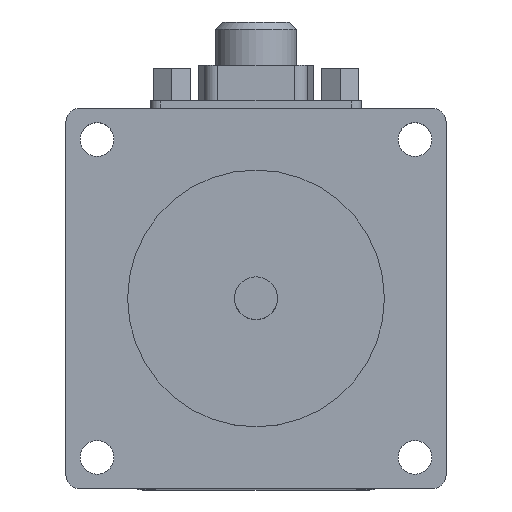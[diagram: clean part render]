
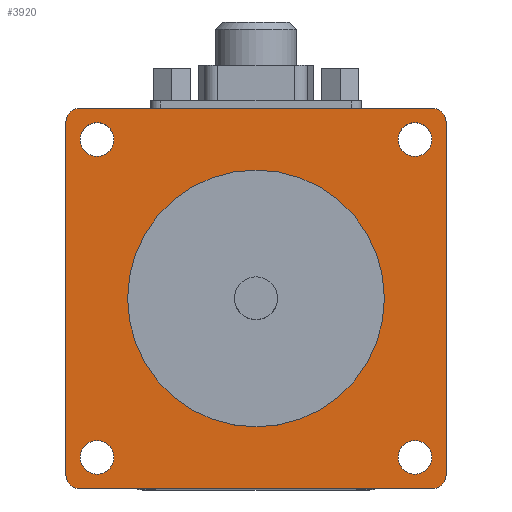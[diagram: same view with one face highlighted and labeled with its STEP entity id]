
A CAD part, top view. The second image highlights one B-rep face of the part: STEP entity #3920.
In plain terms, the highlighted planar face has unit normal (0, 0, 1).
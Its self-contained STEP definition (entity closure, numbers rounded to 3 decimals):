
#98=LINE('',#5269,#340);
#197=LINE('',#5549,#439);
#207=LINE('',#5573,#449);
#216=LINE('',#5594,#458);
#340=VECTOR('',#4400,1000.);
#439=VECTOR('',#4621,1000.);
#449=VECTOR('',#4639,1000.);
#458=VECTOR('',#4656,1000.);
#805=ORIENTED_EDGE('',*,*,#1524,.F.);
#806=ORIENTED_EDGE('',*,*,#1525,.F.);
#807=ORIENTED_EDGE('',*,*,#1526,.F.);
#808=ORIENTED_EDGE('',*,*,#1527,.F.);
#809=ORIENTED_EDGE('',*,*,#1486,.F.);
#810=ORIENTED_EDGE('',*,*,#1492,.T.);
#811=ORIENTED_EDGE('',*,*,#1500,.T.);
#812=ORIENTED_EDGE('',*,*,#1504,.T.);
#813=ORIENTED_EDGE('',*,*,#1511,.T.);
#814=ORIENTED_EDGE('',*,*,#1515,.T.);
#815=ORIENTED_EDGE('',*,*,#1521,.T.);
#816=ORIENTED_EDGE('',*,*,#1355,.T.);
#817=ORIENTED_EDGE('',*,*,#1523,.T.);
#1355=EDGE_CURVE('',#1739,#1738,#98,.T.);
#1486=EDGE_CURVE('',#1852,#1852,#2039,.T.);
#1492=EDGE_CURVE('',#1859,#1858,#197,.T.);
#1500=EDGE_CURVE('',#1858,#1864,#2043,.T.);
#1504=EDGE_CURVE('',#1864,#1868,#207,.T.);
#1511=EDGE_CURVE('',#1868,#1872,#2045,.T.);
#1515=EDGE_CURVE('',#1872,#1876,#216,.T.);
#1521=EDGE_CURVE('',#1876,#1739,#2047,.T.);
#1523=EDGE_CURVE('',#1738,#1859,#2049,.T.);
#1524=EDGE_CURVE('',#1879,#1879,#2050,.T.);
#1525=EDGE_CURVE('',#1880,#1880,#2051,.T.);
#1526=EDGE_CURVE('',#1881,#1881,#2052,.T.);
#1527=EDGE_CURVE('',#1882,#1882,#2053,.T.);
#1738=VERTEX_POINT('',#5268);
#1739=VERTEX_POINT('',#5270);
#1852=VERTEX_POINT('',#5533);
#1858=VERTEX_POINT('',#5548);
#1859=VERTEX_POINT('',#5550);
#1864=VERTEX_POINT('',#5563);
#1868=VERTEX_POINT('',#5572);
#1872=VERTEX_POINT('',#5584);
#1876=VERTEX_POINT('',#5593);
#1879=VERTEX_POINT('',#5609);
#1880=VERTEX_POINT('',#5611);
#1881=VERTEX_POINT('',#5613);
#1882=VERTEX_POINT('',#5615);
#2039=CIRCLE('',#4126,19.05);
#2043=CIRCLE('',#4135,2.);
#2045=CIRCLE('',#4139,2.);
#2047=CIRCLE('',#4143,2.);
#2049=CIRCLE('',#4146,2.);
#2050=CIRCLE('',#4148,2.5);
#2051=CIRCLE('',#4149,2.5);
#2052=CIRCLE('',#4150,2.5);
#2053=CIRCLE('',#4151,2.5);
#2179=EDGE_LOOP('',(#805));
#2180=EDGE_LOOP('',(#806));
#2181=EDGE_LOOP('',(#807));
#2182=EDGE_LOOP('',(#808));
#2183=EDGE_LOOP('',(#809));
#2184=EDGE_LOOP('',(#810,#811,#812,#813,#814,#815,#816,#817));
#2413=FACE_BOUND('',#2179,.T.);
#2414=FACE_BOUND('',#2180,.T.);
#2415=FACE_BOUND('',#2181,.T.);
#2416=FACE_BOUND('',#2182,.T.);
#2417=FACE_BOUND('',#2183,.T.);
#2418=FACE_BOUND('',#2184,.T.);
#2623=PLANE('',#4147);
#3920=ADVANCED_FACE('',(#2413,#2414,#2415,#2416,#2417,#2418),#2623,.T.);
#4126=AXIS2_PLACEMENT_3D('',#5532,#4604,#4605);
#4135=AXIS2_PLACEMENT_3D('',#5564,#4632,#4633);
#4139=AXIS2_PLACEMENT_3D('',#5585,#4649,#4650);
#4143=AXIS2_PLACEMENT_3D('',#5603,#4665,#4666);
#4146=AXIS2_PLACEMENT_3D('',#5606,#4671,#4672);
#4147=AXIS2_PLACEMENT_3D('',#5607,#4673,#4674);
#4148=AXIS2_PLACEMENT_3D('',#5608,#4675,#4676);
#4149=AXIS2_PLACEMENT_3D('',#5610,#4677,#4678);
#4150=AXIS2_PLACEMENT_3D('',#5612,#4679,#4680);
#4151=AXIS2_PLACEMENT_3D('',#5614,#4681,#4682);
#4400=DIRECTION('',(-1.,0.,0.));
#4604=DIRECTION('',(0.,0.,1.));
#4605=DIRECTION('',(1.,0.,0.));
#4621=DIRECTION('',(0.,-1.,0.));
#4632=DIRECTION('',(0.,0.,1.));
#4633=DIRECTION('',(1.,0.,0.));
#4639=DIRECTION('',(1.,0.,0.));
#4649=DIRECTION('',(0.,0.,1.));
#4650=DIRECTION('',(1.,0.,0.));
#4656=DIRECTION('',(0.,1.,0.));
#4665=DIRECTION('',(0.,0.,1.));
#4666=DIRECTION('',(1.,0.,0.));
#4671=DIRECTION('',(0.,0.,1.));
#4672=DIRECTION('',(1.,0.,0.));
#4673=DIRECTION('',(0.,0.,1.));
#4674=DIRECTION('',(1.,0.,0.));
#4675=DIRECTION('',(0.,0.,1.));
#4676=DIRECTION('',(1.,0.,0.));
#4677=DIRECTION('',(0.,0.,1.));
#4678=DIRECTION('',(1.,0.,0.));
#4679=DIRECTION('',(0.,0.,1.));
#4680=DIRECTION('',(1.,0.,0.));
#4681=DIRECTION('',(0.,0.,1.));
#4682=DIRECTION('',(1.,0.,0.));
#5268=CARTESIAN_POINT('',(-26.2,28.2,0.));
#5269=CARTESIAN_POINT('',(26.2,28.2,0.));
#5270=CARTESIAN_POINT('',(26.2,28.2,0.));
#5532=CARTESIAN_POINT('',(0.,0.,0.));
#5533=CARTESIAN_POINT('',(19.05,0.,0.));
#5548=CARTESIAN_POINT('',(-28.2,-26.2,0.));
#5549=CARTESIAN_POINT('',(-28.2,26.2,0.));
#5550=CARTESIAN_POINT('',(-28.2,26.2,0.));
#5563=CARTESIAN_POINT('',(-26.2,-28.2,0.));
#5564=CARTESIAN_POINT('',(-26.2,-26.2,0.));
#5572=CARTESIAN_POINT('',(26.2,-28.2,0.));
#5573=CARTESIAN_POINT('',(-26.2,-28.2,0.));
#5584=CARTESIAN_POINT('',(28.2,-26.2,0.));
#5585=CARTESIAN_POINT('',(26.2,-26.2,0.));
#5593=CARTESIAN_POINT('',(28.2,26.2,0.));
#5594=CARTESIAN_POINT('',(28.2,-26.2,0.));
#5603=CARTESIAN_POINT('',(26.2,26.2,0.));
#5606=CARTESIAN_POINT('',(-26.2,26.2,0.));
#5607=CARTESIAN_POINT('',(-26.2,-26.2,0.));
#5608=CARTESIAN_POINT('',(-23.57,23.57,0.));
#5609=CARTESIAN_POINT('',(-21.07,23.57,0.));
#5610=CARTESIAN_POINT('',(-23.57,-23.57,0.));
#5611=CARTESIAN_POINT('',(-21.07,-23.57,0.));
#5612=CARTESIAN_POINT('',(23.57,23.57,0.));
#5613=CARTESIAN_POINT('',(26.07,23.57,0.));
#5614=CARTESIAN_POINT('',(23.57,-23.57,0.));
#5615=CARTESIAN_POINT('',(26.07,-23.57,0.));
